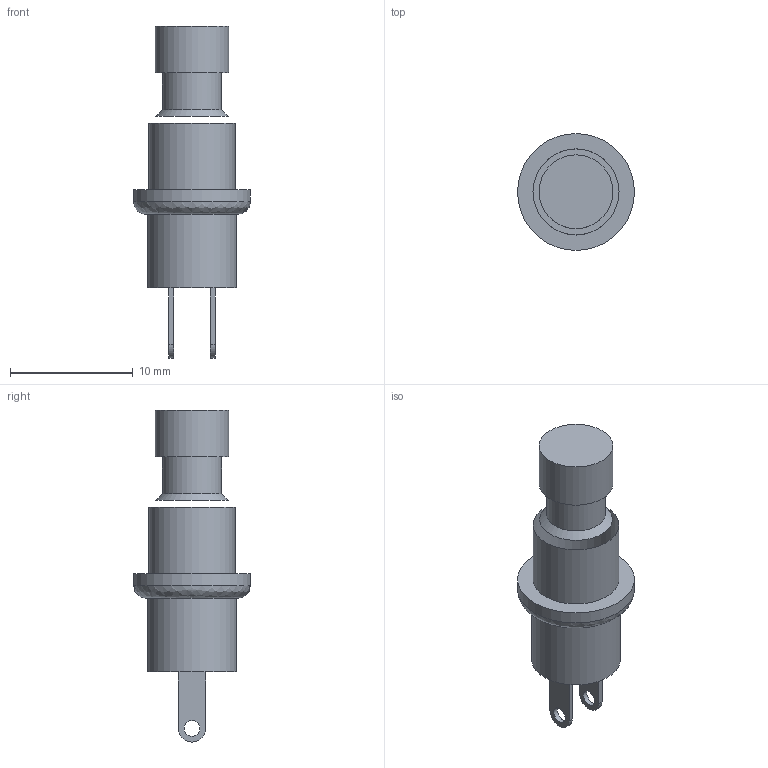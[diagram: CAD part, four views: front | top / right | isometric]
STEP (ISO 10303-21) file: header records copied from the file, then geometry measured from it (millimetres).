
FILE_DESCRIPTION(('FreeCAD Model'),'2;1');
FILE_NAME('Open CASCADE Shape Model','2024-03-23T13:26:51',(''),(''), 'Open CASCADE STEP processor 7.6','FreeCAD','Unknown');
FILE_SCHEMA(('AUTOMOTIVE_DESIGN { 1 0 10303 214 1 1 1 1 }'));
Length unit declared in the file: millimetre
Products named in the file (26): pbs-10-button; Lump_2; Lump_003; Lump_004; Lump_005; Lump_006; Lump_007; Lump_008; Lump_009; Lump_010; Lump_011; Lump_012; Lump_013; Lump_014; Lump_015; Lump_016; Lump_017; Lump_018; Lump_019; Lump_020; Lump_021; Lump_022; Lump_023; Lump_024; Face_312; Face_313
Assembly tree (25 placements, depth 2):
  pbs-10-button
    Lump_2
    Lump_003
    Lump_004
    Lump_005
    Lump_006
    Lump_007
    Lump_008
    Lump_009
    Lump_010
    Lump_011
    Lump_012
    Lump_013
    Lump_014
    Lump_015
    Lump_016
    Lump_017
    Lump_018
    Lump_019
    Lump_020
    Lump_021
    Lump_022
    Lump_023
    Lump_024
    Face_312
    Face_313
Bounding box: 9.5 x 9.5 x 27 mm (x, y, z)
Surface area: 650.6 mm2 (no closed solid volume)
Topology: 0 solids, 25 shells, 25 faces, 100 edges, 90 vertices
Faces by surface type: plane 13, cylinder 9, cone 2, revolution 1
Full cylindrical faces by diameter (mm): 1.3 x2, 4.8 x1, 6 x1, 7 x1, 7.2 x1, 9.5 x1
Entity records: 1828 total; most frequent: DIRECTION 252, CARTESIAN_POINT 241, ORIENTED_EDGE 109, AXIS2_PLACEMENT_3D 101, EDGE_CURVE 99, VERTEX_POINT 90, PRODUCT_DEFINITION_SHAPE 51, CIRCLE 51
